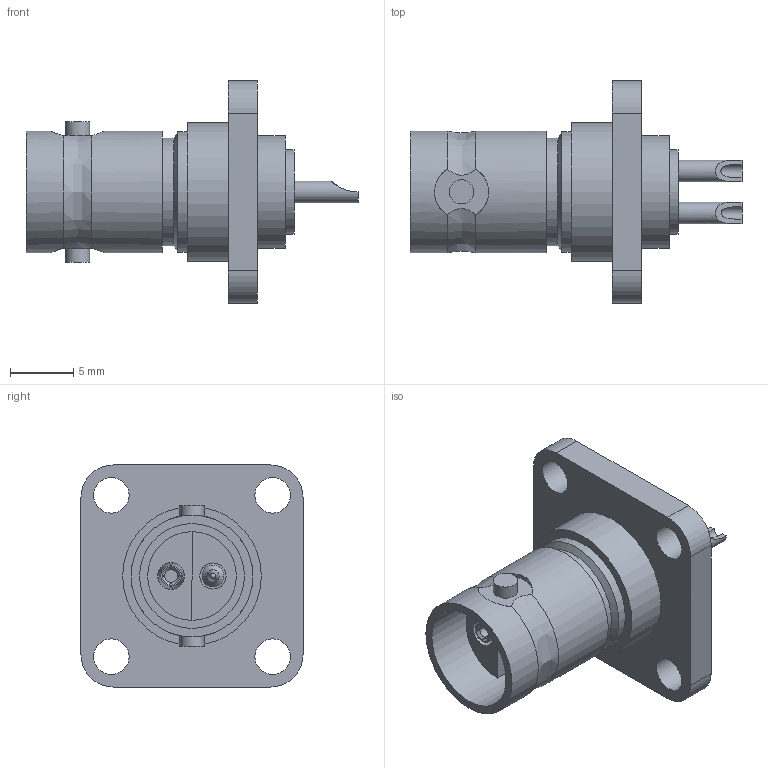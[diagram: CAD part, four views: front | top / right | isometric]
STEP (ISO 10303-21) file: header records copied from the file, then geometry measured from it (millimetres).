
FILE_DESCRIPTION (( 'STEP AP203' ), '1' );
FILE_NAME ('PE4324_3D.step', '2021-09-23T22:35:05', ( '' ), ( '' ), 'SwSTEP 2.0', 'SolidWorks 2021', '' );
FILE_SCHEMA (( 'CONFIG_CONTROL_DESIGN' ));
Length unit declared in the file: inch
Products named in the file (1): PE4324_3D
Bounding box: 26.16 x 17.5 x 17.5 mm (x, y, z)
Volume: 1632.5 mm3; surface area: 1941.2 mm2
Topology: 1 solids, 2 shells, 96 faces, 222 edges, 145 vertices
Faces by surface type: cylinder 42, plane 40, cone 11, bspline 3
Full cylindrical faces by diameter (mm): 0.711 x1, 0.965 x2, 1.016 x2, 1.627 x1, 1.702 x2, 1.717 x1, 1.905 x2, 2.057 x1, 2.108 x1, 2.794 x4, 6.687 x1, 6.985 x1, 8.255 x1, 8.446 x1, 8.89 x1, 9.469 x1, 9.601 x2, 10.922 x1
Entity records: 3198 total; most frequent: CARTESIAN_POINT 1161, DIRECTION 402, ORIENTED_EDGE 358, EDGE_CURVE 179, AXIS2_PLACEMENT_3D 176, EDGE_LOOP 148, VERTEX_POINT 131, FACE_OUTER_BOUND 122
